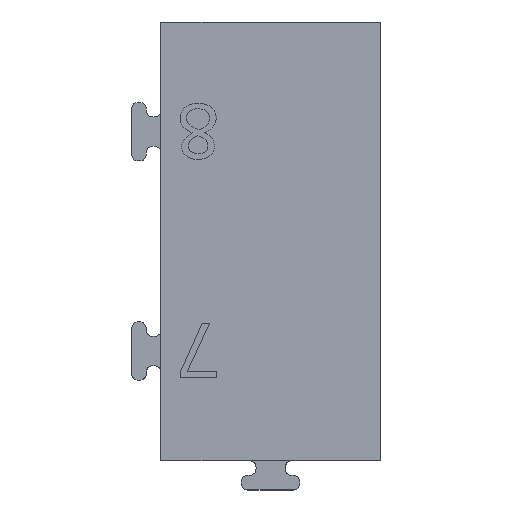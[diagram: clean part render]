
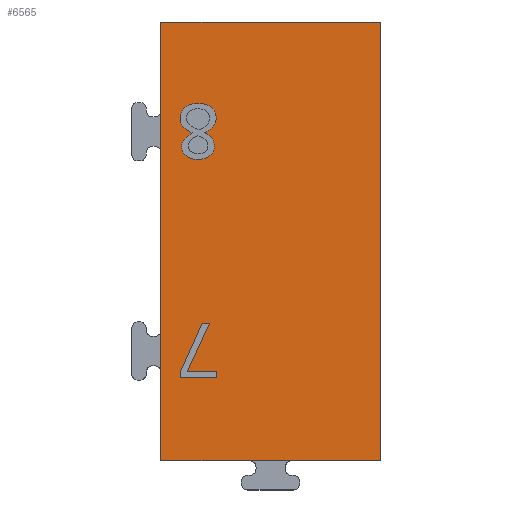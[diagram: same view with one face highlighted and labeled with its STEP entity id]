
A CAD part, top view. The second image highlights one B-rep face of the part: STEP entity #6565.
In plain terms, the highlighted planar face has unit normal (0, 0, 1).
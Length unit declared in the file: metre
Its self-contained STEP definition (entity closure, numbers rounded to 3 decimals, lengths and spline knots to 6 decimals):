
#93=PLANE('',#6923);
#280=CIRCLE('',#6924,0.00321);
#569=LINE('',#9638,#1223);
#570=LINE('',#9641,#1224);
#571=LINE('',#9643,#1225);
#572=LINE('',#9645,#1226);
#573=LINE('',#9704,#1227);
#574=LINE('',#9707,#1228);
#575=LINE('',#9709,#1229);
#576=LINE('',#9711,#1230);
#577=LINE('',#9713,#1231);
#578=LINE('',#9715,#1232);
#579=LINE('',#9717,#1233);
#1223=VECTOR('',#7501,1.);
#1224=VECTOR('',#7502,1.);
#1225=VECTOR('',#7503,1.);
#1226=VECTOR('',#7504,1.);
#1227=VECTOR('',#7507,1.);
#1228=VECTOR('',#7508,1.);
#1229=VECTOR('',#7509,1.);
#1230=VECTOR('',#7510,1.);
#1231=VECTOR('',#7511,1.);
#1232=VECTOR('',#7512,1.);
#1233=VECTOR('',#7513,1.);
#2058=ORIENTED_EDGE('',*,*,#3981,.T.);
#2059=ORIENTED_EDGE('',*,*,#3982,.F.);
#2060=ORIENTED_EDGE('',*,*,#3983,.T.);
#2061=ORIENTED_EDGE('',*,*,#3984,.F.);
#2062=ORIENTED_EDGE('',*,*,#3985,.T.);
#2063=ORIENTED_EDGE('',*,*,#3986,.T.);
#2064=ORIENTED_EDGE('',*,*,#3987,.T.);
#2065=ORIENTED_EDGE('',*,*,#3988,.T.);
#2066=ORIENTED_EDGE('',*,*,#3989,.T.);
#2067=ORIENTED_EDGE('',*,*,#3990,.T.);
#2068=ORIENTED_EDGE('',*,*,#3991,.T.);
#2069=ORIENTED_EDGE('',*,*,#3992,.T.);
#2070=ORIENTED_EDGE('',*,*,#3993,.T.);
#2071=ORIENTED_EDGE('',*,*,#3994,.T.);
#2072=ORIENTED_EDGE('',*,*,#3995,.T.);
#2073=ORIENTED_EDGE('',*,*,#3996,.T.);
#2074=ORIENTED_EDGE('',*,*,#3997,.T.);
#2075=ORIENTED_EDGE('',*,*,#3998,.T.);
#2076=ORIENTED_EDGE('',*,*,#3999,.T.);
#2077=ORIENTED_EDGE('',*,*,#4000,.T.);
#2078=ORIENTED_EDGE('',*,*,#4001,.T.);
#2079=ORIENTED_EDGE('',*,*,#4002,.T.);
#2080=ORIENTED_EDGE('',*,*,#4003,.T.);
#2081=ORIENTED_EDGE('',*,*,#4004,.T.);
#2082=ORIENTED_EDGE('',*,*,#4005,.T.);
#2083=ORIENTED_EDGE('',*,*,#4006,.T.);
#3981=EDGE_CURVE('',#4962,#4963,#569,.T.);
#3982=EDGE_CURVE('',#4964,#4963,#570,.F.);
#3983=EDGE_CURVE('',#4964,#4965,#571,.T.);
#3984=EDGE_CURVE('',#4962,#4965,#572,.F.);
#3985=EDGE_CURVE('',#4966,#4967,#5610,.T.);
#3986=EDGE_CURVE('',#4967,#4968,#5611,.T.);
#3987=EDGE_CURVE('',#4968,#4969,#5612,.T.);
#3988=EDGE_CURVE('',#4969,#4970,#280,.F.);
#3989=EDGE_CURVE('',#4970,#4971,#5613,.T.);
#3990=EDGE_CURVE('',#4971,#4972,#5614,.T.);
#3991=EDGE_CURVE('',#4972,#4973,#5615,.T.);
#3992=EDGE_CURVE('',#4973,#4974,#5616,.T.);
#3993=EDGE_CURVE('',#4974,#4975,#5617,.T.);
#3994=EDGE_CURVE('',#4975,#4976,#5618,.T.);
#3995=EDGE_CURVE('',#4976,#4977,#5619,.T.);
#3996=EDGE_CURVE('',#4977,#4978,#5620,.T.);
#3997=EDGE_CURVE('',#4978,#4979,#5621,.T.);
#3998=EDGE_CURVE('',#4979,#4980,#5622,.T.);
#3999=EDGE_CURVE('',#4980,#4966,#5623,.T.);
#4000=EDGE_CURVE('',#4981,#4982,#573,.T.);
#4001=EDGE_CURVE('',#4982,#4983,#574,.T.);
#4002=EDGE_CURVE('',#4983,#4984,#575,.T.);
#4003=EDGE_CURVE('',#4984,#4985,#576,.T.);
#4004=EDGE_CURVE('',#4985,#4986,#577,.T.);
#4005=EDGE_CURVE('',#4986,#4987,#578,.T.);
#4006=EDGE_CURVE('',#4987,#4981,#579,.T.);
#4962=VERTEX_POINT('',#9639);
#4963=VERTEX_POINT('',#9640);
#4964=VERTEX_POINT('',#9642);
#4965=VERTEX_POINT('',#9644);
#4966=VERTEX_POINT('',#9649);
#4967=VERTEX_POINT('',#9650);
#4968=VERTEX_POINT('',#9654);
#4969=VERTEX_POINT('',#9658);
#4970=VERTEX_POINT('',#9660);
#4971=VERTEX_POINT('',#9664);
#4972=VERTEX_POINT('',#9668);
#4973=VERTEX_POINT('',#9672);
#4974=VERTEX_POINT('',#9676);
#4975=VERTEX_POINT('',#9680);
#4976=VERTEX_POINT('',#9684);
#4977=VERTEX_POINT('',#9688);
#4978=VERTEX_POINT('',#9692);
#4979=VERTEX_POINT('',#9696);
#4980=VERTEX_POINT('',#9700);
#4981=VERTEX_POINT('',#9705);
#4982=VERTEX_POINT('',#9706);
#4983=VERTEX_POINT('',#9708);
#4984=VERTEX_POINT('',#9710);
#4985=VERTEX_POINT('',#9712);
#4986=VERTEX_POINT('',#9714);
#4987=VERTEX_POINT('',#9716);
#5610=B_SPLINE_CURVE_WITH_KNOTS('',2,(#9646,#9647,#9648),.UNSPECIFIED.,
 .F.,.F.,(3,3),(0.,1.),.PIECEWISE_BEZIER_KNOTS.);
#5611=B_SPLINE_CURVE_WITH_KNOTS('',2,(#9651,#9652,#9653),.UNSPECIFIED.,
 .F.,.F.,(3,3),(0.,1.),.PIECEWISE_BEZIER_KNOTS.);
#5612=B_SPLINE_CURVE_WITH_KNOTS('',2,(#9655,#9656,#9657),.UNSPECIFIED.,
 .F.,.F.,(3,3),(0.,1.),.PIECEWISE_BEZIER_KNOTS.);
#5613=B_SPLINE_CURVE_WITH_KNOTS('',2,(#9661,#9662,#9663),.UNSPECIFIED.,
 .F.,.F.,(3,3),(0.,1.),.PIECEWISE_BEZIER_KNOTS.);
#5614=B_SPLINE_CURVE_WITH_KNOTS('',2,(#9665,#9666,#9667),.UNSPECIFIED.,
 .F.,.F.,(3,3),(0.,1.),.PIECEWISE_BEZIER_KNOTS.);
#5615=B_SPLINE_CURVE_WITH_KNOTS('',2,(#9669,#9670,#9671),.UNSPECIFIED.,
 .F.,.F.,(3,3),(0.,1.),.PIECEWISE_BEZIER_KNOTS.);
#5616=B_SPLINE_CURVE_WITH_KNOTS('',2,(#9673,#9674,#9675),.UNSPECIFIED.,
 .F.,.F.,(3,3),(0.,1.),.PIECEWISE_BEZIER_KNOTS.);
#5617=B_SPLINE_CURVE_WITH_KNOTS('',2,(#9677,#9678,#9679),.UNSPECIFIED.,
 .F.,.F.,(3,3),(0.,1.),.PIECEWISE_BEZIER_KNOTS.);
#5618=B_SPLINE_CURVE_WITH_KNOTS('',2,(#9681,#9682,#9683),.UNSPECIFIED.,
 .F.,.F.,(3,3),(0.,1.),.PIECEWISE_BEZIER_KNOTS.);
#5619=B_SPLINE_CURVE_WITH_KNOTS('',2,(#9685,#9686,#9687),.UNSPECIFIED.,
 .F.,.F.,(3,3),(0.,1.),.PIECEWISE_BEZIER_KNOTS.);
#5620=B_SPLINE_CURVE_WITH_KNOTS('',2,(#9689,#9690,#9691),.UNSPECIFIED.,
 .F.,.F.,(3,3),(0.,1.),.PIECEWISE_BEZIER_KNOTS.);
#5621=B_SPLINE_CURVE_WITH_KNOTS('',2,(#9693,#9694,#9695),.UNSPECIFIED.,
 .F.,.F.,(3,3),(0.,1.),.PIECEWISE_BEZIER_KNOTS.);
#5622=B_SPLINE_CURVE_WITH_KNOTS('',2,(#9697,#9698,#9699),.UNSPECIFIED.,
 .F.,.F.,(3,3),(0.,1.),.PIECEWISE_BEZIER_KNOTS.);
#5623=B_SPLINE_CURVE_WITH_KNOTS('',2,(#9701,#9702,#9703),.UNSPECIFIED.,
 .F.,.F.,(3,3),(0.,1.),.PIECEWISE_BEZIER_KNOTS.);
#5749=EDGE_LOOP('',(#2058,#2059,#2060,#2061));
#5750=EDGE_LOOP('',(#2062,#2063,#2064,#2065,#2066,#2067,#2068,#2069,#2070,
#2071,#2072,#2073,#2074,#2075,#2076));
#5751=EDGE_LOOP('',(#2077,#2078,#2079,#2080,#2081,#2082,#2083));
#6129=FACE_BOUND('',#5749,.T.);
#6130=FACE_BOUND('',#5750,.T.);
#6131=FACE_BOUND('',#5751,.T.);
#6565=ADVANCED_FACE('',(#6129,#6130,#6131),#93,.T.);
#6923=AXIS2_PLACEMENT_3D('',#9637,#7499,#7500);
#6924=AXIS2_PLACEMENT_3D('',#9659,#7505,#7506);
#7499=DIRECTION('',(0.,0.,1.));
#7500=DIRECTION('',(-1.,0.,0.));
#7501=DIRECTION('',(0.,-1.,0.));
#7502=DIRECTION('',(1.,0.,0.));
#7503=DIRECTION('',(0.,1.,0.));
#7504=DIRECTION('',(-1.,0.,0.));
#7505=DIRECTION('',(0.,0.,1.));
#7506=DIRECTION('',(1.,0.,0.));
#7507=DIRECTION('',(1.,0.,0.));
#7508=DIRECTION('',(-0.42,-0.908,0.));
#7509=DIRECTION('',(1.,0.,0.));
#7510=DIRECTION('',(0.,-1.,0.));
#7511=DIRECTION('',(-1.,0.,0.));
#7512=DIRECTION('',(0.,1.,0.));
#7513=DIRECTION('',(0.41,0.912,0.));
#9637=CARTESIAN_POINT('',(1.676,1.496,0.38));
#9638=CARTESIAN_POINT('',(1.59,1.457889,0.38));
#9639=CARTESIAN_POINT('',(1.59,1.529975,0.38));
#9640=CARTESIAN_POINT('',(1.59,1.410025,0.38));
#9641=CARTESIAN_POINT('',(1.397889,1.410025,0.38));
#9642=CARTESIAN_POINT('',(1.65,1.410025,0.38));
#9643=CARTESIAN_POINT('',(1.65,1.496,0.38));
#9644=CARTESIAN_POINT('',(1.65,1.529975,0.38));
#9645=CARTESIAN_POINT('',(1.662111,1.529975,0.38));
#9646=CARTESIAN_POINT('',(1.603403,1.493376,0.38));
#9647=CARTESIAN_POINT('',(1.602188,1.492415,0.38));
#9648=CARTESIAN_POINT('',(1.600173,1.492415,0.38));
#9649=CARTESIAN_POINT('',(1.603403,1.493376,0.38));
#9650=CARTESIAN_POINT('',(1.600173,1.492415,0.38));
#9651=CARTESIAN_POINT('',(1.600173,1.492415,0.38));
#9652=CARTESIAN_POINT('',(1.598138,1.492415,0.38));
#9653=CARTESIAN_POINT('',(1.596927,1.493361,0.38));
#9654=CARTESIAN_POINT('',(1.596927,1.493361,0.38));
#9655=CARTESIAN_POINT('',(1.596927,1.493361,0.38));
#9656=CARTESIAN_POINT('',(1.595716,1.494307,0.38));
#9657=CARTESIAN_POINT('',(1.595716,1.495973,0.38));
#9658=CARTESIAN_POINT('',(1.595716,1.495973,0.38));
#9659=CARTESIAN_POINT('',(1.598927,1.496007,0.38));
#9660=CARTESIAN_POINT('',(1.596393,1.497979,0.38));
#9661=CARTESIAN_POINT('',(1.596393,1.497979,0.38));
#9662=CARTESIAN_POINT('',(1.59707,1.498864,0.38));
#9663=CARTESIAN_POINT('',(1.598555,1.499626,0.38));
#9664=CARTESIAN_POINT('',(1.598555,1.499626,0.38));
#9665=CARTESIAN_POINT('',(1.598555,1.499626,0.38));
#9666=CARTESIAN_POINT('',(1.596755,1.500501,0.38));
#9667=CARTESIAN_POINT('',(1.595996,1.501452,0.38));
#9668=CARTESIAN_POINT('',(1.595996,1.501452,0.38));
#9669=CARTESIAN_POINT('',(1.595996,1.501452,0.38));
#9670=CARTESIAN_POINT('',(1.595238,1.502402,0.38));
#9671=CARTESIAN_POINT('',(1.595238,1.503646,0.38));
#9672=CARTESIAN_POINT('',(1.595238,1.503646,0.38));
#9673=CARTESIAN_POINT('',(1.595238,1.503646,0.38));
#9674=CARTESIAN_POINT('',(1.595238,1.505495,0.38));
#9675=CARTESIAN_POINT('',(1.596551,1.5066,0.38));
#9676=CARTESIAN_POINT('',(1.596551,1.5066,0.38));
#9677=CARTESIAN_POINT('',(1.596551,1.5066,0.38));
#9678=CARTESIAN_POINT('',(1.597865,1.507705,0.38));
#9679=CARTESIAN_POINT('',(1.600111,1.507705,0.38));
#9680=CARTESIAN_POINT('',(1.600111,1.507705,0.38));
#9681=CARTESIAN_POINT('',(1.600111,1.507705,0.38));
#9682=CARTESIAN_POINT('',(1.60249,1.507705,0.38));
#9683=CARTESIAN_POINT('',(1.603792,1.506667,0.38));
#9684=CARTESIAN_POINT('',(1.603792,1.506667,0.38));
#9685=CARTESIAN_POINT('',(1.603792,1.506667,0.38));
#9686=CARTESIAN_POINT('',(1.605094,1.505628,0.38));
#9687=CARTESIAN_POINT('',(1.605094,1.503704,0.38));
#9688=CARTESIAN_POINT('',(1.605094,1.503704,0.38));
#9689=CARTESIAN_POINT('',(1.605094,1.503704,0.38));
#9690=CARTESIAN_POINT('',(1.605094,1.501162,0.38));
#9691=CARTESIAN_POINT('',(1.602015,1.499727,0.38));
#9692=CARTESIAN_POINT('',(1.602015,1.499727,0.38));
#9693=CARTESIAN_POINT('',(1.602015,1.499727,0.38));
#9694=CARTESIAN_POINT('',(1.603398,1.498936,0.38));
#9695=CARTESIAN_POINT('',(1.604009,1.498019,0.38));
#9696=CARTESIAN_POINT('',(1.604009,1.498019,0.38));
#9697=CARTESIAN_POINT('',(1.604009,1.498019,0.38));
#9698=CARTESIAN_POINT('',(1.604619,1.497103,0.38));
#9699=CARTESIAN_POINT('',(1.604619,1.495954,0.38));
#9700=CARTESIAN_POINT('',(1.604619,1.495954,0.38));
#9701=CARTESIAN_POINT('',(1.604619,1.495954,0.38));
#9702=CARTESIAN_POINT('',(1.604619,1.494336,0.38));
#9703=CARTESIAN_POINT('',(1.603403,1.493376,0.38));
#9704=CARTESIAN_POINT('',(1.602277,1.4475,0.38));
#9705=CARTESIAN_POINT('',(1.60127,1.4475,0.38));
#9706=CARTESIAN_POINT('',(1.603285,1.4475,0.38));
#9707=CARTESIAN_POINT('',(1.600233,1.440898,0.38));
#9708=CARTESIAN_POINT('',(1.597181,1.434297,0.38));
#9709=CARTESIAN_POINT('',(1.601195,1.434297,0.38));
#9710=CARTESIAN_POINT('',(1.605208,1.434297,0.38));
#9711=CARTESIAN_POINT('',(1.605208,1.433462,0.38));
#9712=CARTESIAN_POINT('',(1.605208,1.432627,0.38));
#9713=CARTESIAN_POINT('',(1.600218,1.432627,0.38));
#9714=CARTESIAN_POINT('',(1.595228,1.432627,0.38));
#9715=CARTESIAN_POINT('',(1.595228,1.433335,0.38));
#9716=CARTESIAN_POINT('',(1.595228,1.434043,0.38));
#9717=CARTESIAN_POINT('',(1.598249,1.440771,0.38));
